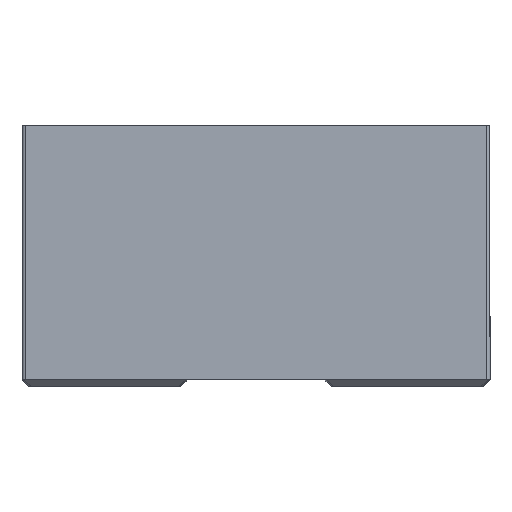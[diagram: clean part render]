
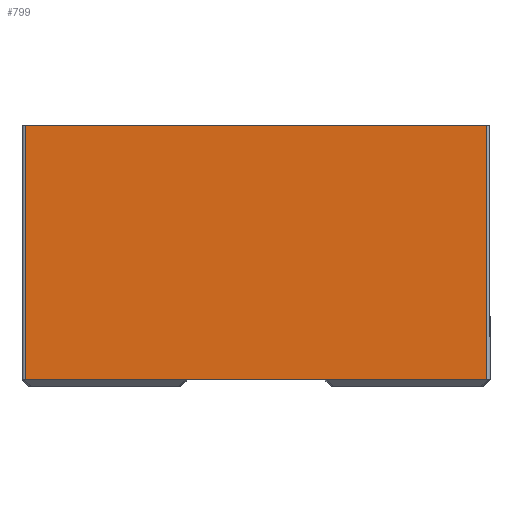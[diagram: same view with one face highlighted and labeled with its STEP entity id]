
A CAD part, front view. The second image highlights one B-rep face of the part: STEP entity #799.
In plain terms, the highlighted free-form (B-spline) face has degree [1, 1] with [2, 2] control points.
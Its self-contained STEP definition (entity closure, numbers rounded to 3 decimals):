
#760=CARTESIAN_POINT('',(3.35,-3.4,3.8));
#761=CARTESIAN_POINT('',(-3.35,-3.4,3.8));
#762=CARTESIAN_POINT('',(3.35,-3.4,0.1));
#763=CARTESIAN_POINT('',(-3.35,-3.4,0.1));
#764=B_SPLINE_SURFACE_WITH_KNOTS('',1,1,((#760,#762),(#761,#763)),.UNSPECIFIED.,.F.,.F.,.U.,(2,2),(2,2),(0.0,6.7),(0.0,3.7),.UNSPECIFIED.);
#765=CARTESIAN_POINT('',(3.35,-3.4,3.8));
#766=VERTEX_POINT('',#765);
#767=CARTESIAN_POINT('',(-3.35,-3.4,3.8));
#768=VERTEX_POINT('',#767);
#769=CARTESIAN_POINT('',(3.35,-3.4,3.8));
#770=DIRECTION('',(-1.0,0.0,0.0));
#771=VECTOR('',#770,6.7);
#772=LINE('',#769,#771);
#773=EDGE_CURVE('',#766,#768,#772,.T.);
#774=ORIENTED_EDGE('',*,*,#773,.T.);
#775=CARTESIAN_POINT('',(-3.35,-3.4,0.1));
#776=VERTEX_POINT('',#775);
#777=CARTESIAN_POINT('',(-3.35,-3.4,3.8));
#778=DIRECTION('',(0.0,0.0,-1.0));
#779=VECTOR('',#778,3.7);
#780=LINE('',#777,#779);
#781=EDGE_CURVE('',#768,#776,#780,.T.);
#782=ORIENTED_EDGE('',*,*,#781,.T.);
#783=CARTESIAN_POINT('',(3.35,-3.4,0.1));
#784=VERTEX_POINT('',#783);
#785=CARTESIAN_POINT('',(-3.35,-3.4,0.1));
#786=DIRECTION('',(1.0,0.0,0.0));
#787=VECTOR('',#786,6.7);
#788=LINE('',#785,#787);
#789=EDGE_CURVE('',#776,#784,#788,.T.);
#790=ORIENTED_EDGE('',*,*,#789,.T.);
#791=CARTESIAN_POINT('',(3.35,-3.4,0.1));
#792=DIRECTION('',(0.0,0.0,1.0));
#793=VECTOR('',#792,3.7);
#794=LINE('',#791,#793);
#795=EDGE_CURVE('',#784,#766,#794,.T.);
#796=ORIENTED_EDGE('',*,*,#795,.T.);
#797=EDGE_LOOP('',(#774,#782,#790,#796));
#798=FACE_OUTER_BOUND('',#797,.T.);
#799=ADVANCED_FACE('',(#798),#764,.T.);
